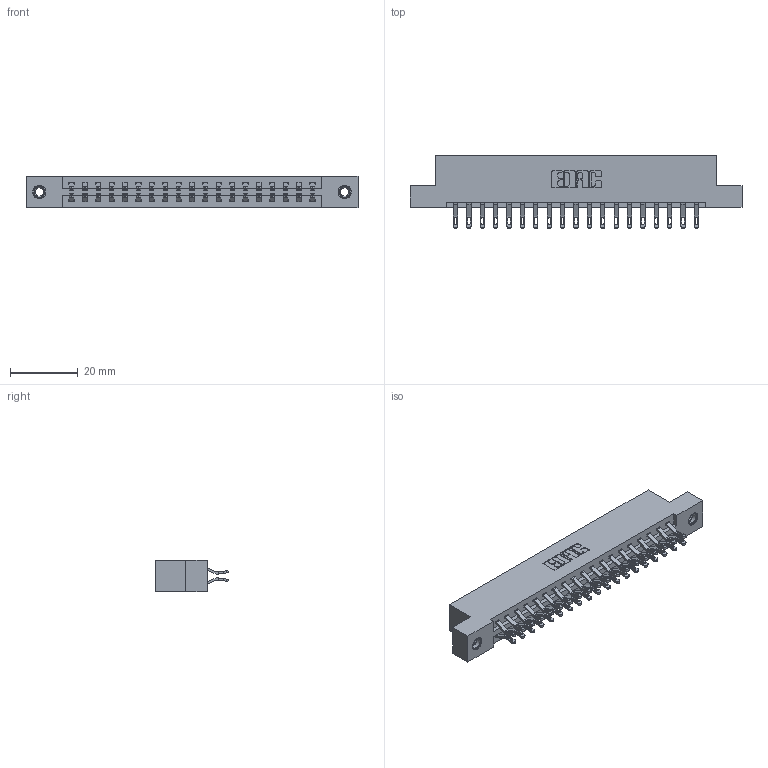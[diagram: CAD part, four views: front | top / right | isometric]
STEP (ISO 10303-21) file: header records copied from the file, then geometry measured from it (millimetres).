
FILE_DESCRIPTION (( 'STEP AP203' ), '1' );
FILE_NAME ('387-038-555-207.STEP', '2019-10-17T22:01:39', ( '' ), ( '' ), 'SwSTEP 2.0', 'SolidWorks 2016', '' );
FILE_SCHEMA (( 'CONFIG_CONTROL_DESIGN' ));
Length unit declared in the file: inch
Products named in the file (4): 345-250-001_345-250-005-103; 345-292-001_555 Tail; 337 Part_Flush Mounting Lugs - 0.156 Dia-TI; 387-038-555-207
Assembly tree (41 placements, depth 2):
  387-038-555-207
    337 Part_Flush Mounting Lugs - 0.156 Dia-TI
    345-292-001_555 Tail  x38
    345-250-001_345-250-005-103  x2
Bounding box: 98.3 x 21.47 x 9.4 mm (x, y, z)
Volume: 10150 mm3; surface area: 11702.5 mm2
Topology: 41 solids, 41 shells, 2454 faces, 7629 edges, 5078 vertices
Faces by surface type: plane 1470, cylinder 968, cone 12, torus 4
Entity records: 19218 total; most frequent: CARTESIAN_POINT 3271, ORIENTED_EDGE 3170, DIRECTION 2827, EDGE_CURVE 1585, LINE 1417, VECTOR 1417, VERTEX_POINT 1052, AXIS2_PLACEMENT_3D 705
